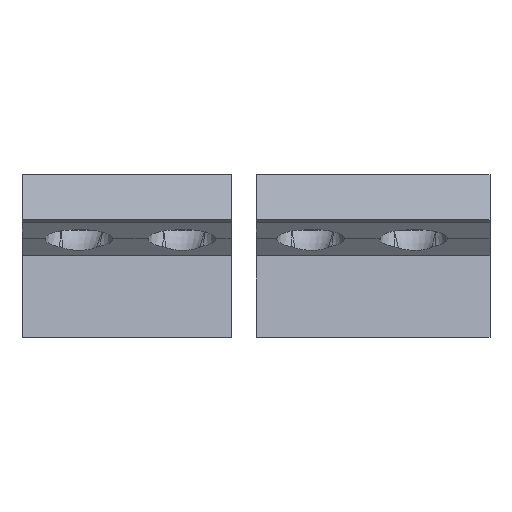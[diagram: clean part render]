
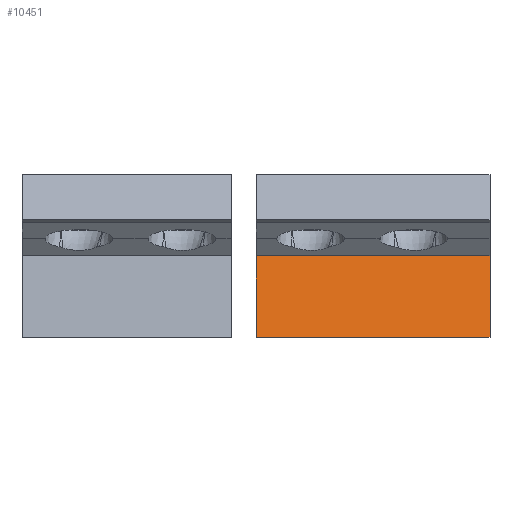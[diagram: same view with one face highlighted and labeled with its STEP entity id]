
A CAD part, front view. The second image highlights one B-rep face of the part: STEP entity #10451.
In plain terms, the highlighted planar face has unit normal (0, -0.979, 0.203).
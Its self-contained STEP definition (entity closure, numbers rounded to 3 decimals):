
#1828=FACE_OUTER_BOUND('',#2383,.T.);
#2383=EDGE_LOOP('',(#9411,#9412,#9413,#9414));
#3053=LINE('',#30084,#3763);
#3054=LINE('',#30086,#3764);
#3055=LINE('',#30088,#3765);
#3056=LINE('',#30089,#3766);
#3763=VECTOR('',#12017,10.);
#3764=VECTOR('',#12018,10.);
#3765=VECTOR('',#12019,10.);
#3766=VECTOR('',#12020,10.);
#4819=VERTEX_POINT('',#30082);
#4820=VERTEX_POINT('',#30083);
#4821=VERTEX_POINT('',#30085);
#4822=VERTEX_POINT('',#30087);
#6372=EDGE_CURVE('',#4819,#4820,#3053,.T.);
#6373=EDGE_CURVE('',#4820,#4821,#3054,.T.);
#6374=EDGE_CURVE('',#4821,#4822,#3055,.T.);
#6375=EDGE_CURVE('',#4822,#4819,#3056,.T.);
#9411=ORIENTED_EDGE('',*,*,#6372,.T.);
#9412=ORIENTED_EDGE('',*,*,#6373,.T.);
#9413=ORIENTED_EDGE('',*,*,#6374,.T.);
#9414=ORIENTED_EDGE('',*,*,#6375,.T.);
#9939=PLANE('',#10818);
#10451=ADVANCED_FACE('',(#1828),#9939,.T.);
#10818=AXIS2_PLACEMENT_3D('',#30081,#12015,#12016);
#12015=DIRECTION('center_axis',(0.,-0.979,0.203));
#12016=DIRECTION('ref_axis',(0.,-0.203,-0.979));
#12017=DIRECTION('',(0.,0.203,0.979));
#12018=DIRECTION('',(-1.,0.,0.));
#12019=DIRECTION('',(0.,-0.203,-0.979));
#12020=DIRECTION('',(1.,0.,0.));
#30081=CARTESIAN_POINT('Origin',(117.082,-167.032,13.755));
#30082=CARTESIAN_POINT('',(401.372,-174.482,-22.112));
#30083=CARTESIAN_POINT('',(401.372,-159.583,49.621));
#30084=CARTESIAN_POINT('',(401.372,-166.33,17.136));
#30085=CARTESIAN_POINT('',(195.985,-159.583,49.621));
#30086=CARTESIAN_POINT('',(117.082,-159.583,49.621));
#30087=CARTESIAN_POINT('',(195.985,-174.482,-22.112));
#30088=CARTESIAN_POINT('',(195.985,-163.307,31.69));
#30089=CARTESIAN_POINT('',(117.082,-174.482,-22.112));
